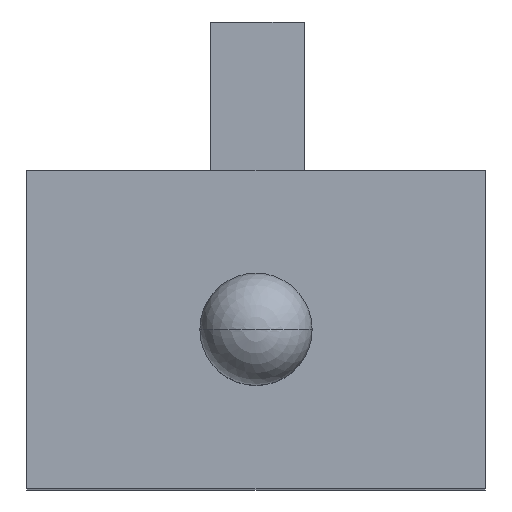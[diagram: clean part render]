
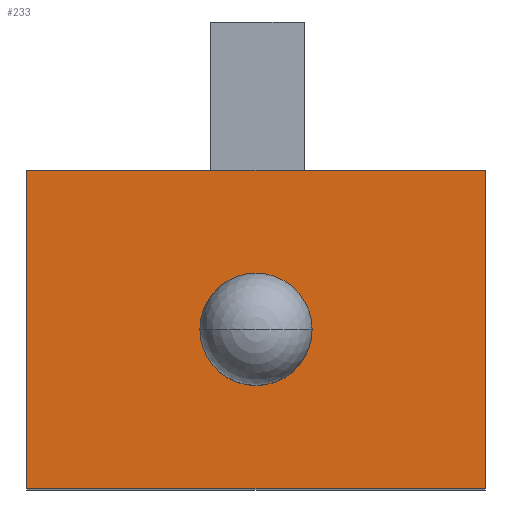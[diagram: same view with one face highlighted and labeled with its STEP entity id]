
A CAD part, top view. The second image highlights one B-rep face of the part: STEP entity #233.
In plain terms, the highlighted planar face has unit normal (0, 0, 1).
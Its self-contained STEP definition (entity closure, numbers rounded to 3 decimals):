
#104=CARTESIAN_POINT('POINT8',(7.747,4.318,22.86));
#105=VERTEX_POINT('VERTEX8',#104);
#112=CARTESIAN_POINT('POINT9',(4.699,4.318,22.86));
#113=VERTEX_POINT('VERTEX9',#112);
#114=CARTESIAN_POINT('POS12',(6.223,4.318,22.86));
#115=DIRECTION('DIR20',(0.,0.,-1.));
#116=DIRECTION('DIR21',(1.,0.,0.));
#117=AXIS2_PLACEMENT_3D('AXIS9',#114,#115,#116);
#118=CIRCLE('ELLIPSE6',#117,1.524);
#119=EDGE_CURVE('EDGE12',#113,#105,#118,.T.);
#139=EDGE_CURVE('EDGE14',#105,#113,#118,.T.);
#190=ORIENTED_EDGE('COEDGE31',*,*,#139,.T.);
#191=ORIENTED_EDGE('COEDGE32',*,*,#119,.T.);
#192=EDGE_LOOP('NONE',(#190,#191));
#193=FACE_BOUND('LOOP1',#192,.T.);
#194=CARTESIAN_POINT('POINT14',(12.446,0.,22.86));
#195=VERTEX_POINT('VERTEX14',#194);
#196=CARTESIAN_POINT('POINT15',(12.446,8.636,22.86));
#197=VERTEX_POINT('VERTEX15',#196);
#198=CARTESIAN_POINT('POS19',(12.446,4.318,22.86));
#199=DIRECTION('DIR33',(0.,1.,0.));
#200=VECTOR('VEC5',#199,25.4);
#201=LINE('STRAIGHT5',#198,#200);
#202=EDGE_CURVE('EDGE19',#195,#197,#201,.T.);
#203=ORIENTED_EDGE('COEDGE33',*,*,#202,.T.);
#204=CARTESIAN_POINT('POINT16',(0.,8.636,22.86));
#205=VERTEX_POINT('VERTEX16',#204);
#206=CARTESIAN_POINT('POS20',(6.223,8.636,22.86));
#207=DIRECTION('DIR34',(-1.,0.,0.));
#208=VECTOR('VEC6',#207,25.4);
#209=LINE('STRAIGHT6',#206,#208);
#210=EDGE_CURVE('EDGE20',#197,#205,#209,.T.);
#211=ORIENTED_EDGE('COEDGE34',*,*,#210,.T.);
#212=CARTESIAN_POINT('POINT17',(0.,0.,22.86));
#213=VERTEX_POINT('VERTEX17',#212);
#214=CARTESIAN_POINT('POS21',(0.,4.318,22.86));
#215=DIRECTION('DIR35',(0.,-1.,0.));
#216=VECTOR('VEC7',#215,25.4);
#217=LINE('STRAIGHT7',#214,#216);
#218=EDGE_CURVE('EDGE21',#205,#213,#217,.T.);
#219=ORIENTED_EDGE('COEDGE35',*,*,#218,.T.);
#220=CARTESIAN_POINT('POS22',(6.223,0.,22.86));
#221=DIRECTION('DIR36',(1.,0.,0.));
#222=VECTOR('VEC8',#221,25.4);
#223=LINE('STRAIGHT8',#220,#222);
#224=EDGE_CURVE('EDGE22',#213,#195,#223,.T.);
#225=ORIENTED_EDGE('COEDGE36',*,*,#224,.T.);
#226=EDGE_LOOP('NONE',(#203,#211,#219,#225));
#227=FACE_BOUND('LOOP1',#226,.T.);
#228=CARTESIAN_POINT('POS23',(6.223,4.318,22.86));
#229=DIRECTION('DIR37',(0.,0.,1.));
#230=DIRECTION('DIR38',(1.,0.,0.));
#231=AXIS2_PLACEMENT_3D('AXIS15',#228,#229,#230);
#232=PLANE('PLANE4',#231);
#233=ADVANCED_FACE('FACE10',(#193,#227),#232,.T.);
